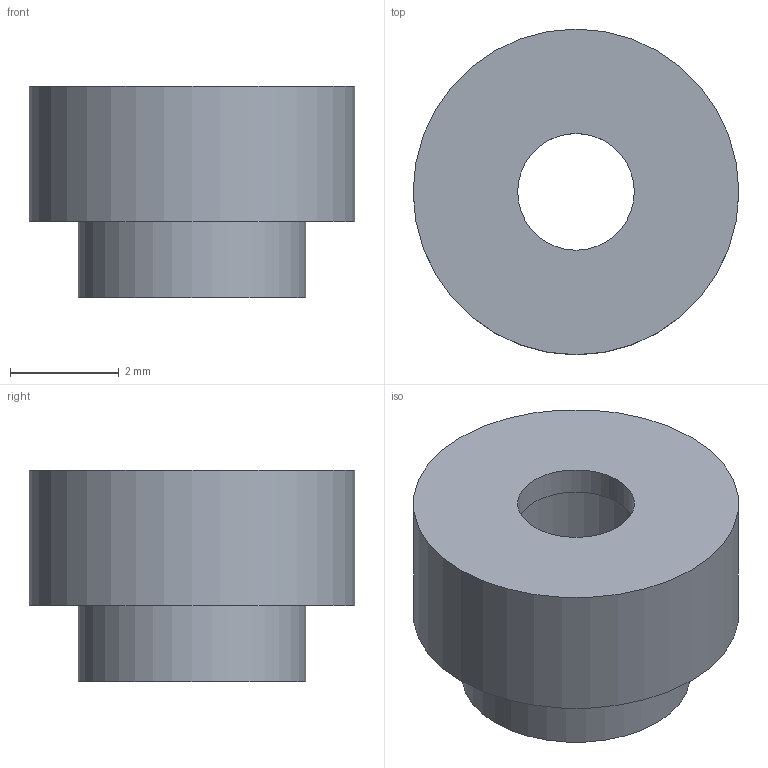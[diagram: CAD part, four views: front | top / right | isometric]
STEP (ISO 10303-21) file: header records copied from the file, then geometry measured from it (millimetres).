
FILE_DESCRIPTION(/* description */ ('model of Mounting_Wuerth_WA-SMSSR-3.3mm_H2.5mm_SnapRivet_9776025960'),/* implementation_level */ '2;1');
FILE_NAME(/* name */ 'Mounting_Wuerth_WA-SMSSR-3.3mm_H2.5mm_SnapRivet_9776025960.step',/* time_stamp */ '1970-01-01T00:00:00',/* author */ ('KiCAD','kicad'),/* organization */ ('OCCT'),/* preprocessor_version */ '',/* originating_system */ 'KiCAD',/* authorisation */ '');
FILE_SCHEMA(('AUTOMOTIVE_DESIGN { 1 0 10303 214 1 1 1 1 }'));
Length unit declared in the file: millimetre
Products named in the file (1): Mounting_Wuerth_WA-SMSSR-3.3mm_H2.5mm_SnapRivet_9776025960
Bounding box: 6 x 6 x 3.9 mm (x, y, z)
Volume: 59.2 mm3; surface area: 153.5 mm2
Topology: 1 solids, 1 shells, 8 faces, 12 edges, 8 vertices
Faces by surface type: cylinder 4, plane 4
Full cylindrical faces by diameter (mm): 2.15 x1, 3.3 x1, 4.2 x1, 6 x1
Entity records: 165 total; most frequent: ORIENTED_EDGE 20, CARTESIAN_POINT 18, AXIS2_PLACEMENT_3D 14, FACE_BOUND 12, EDGE_LOOP 12, EDGE_CURVE 12, ADVANCED_FACE 8, VERTEX_POINT 8
